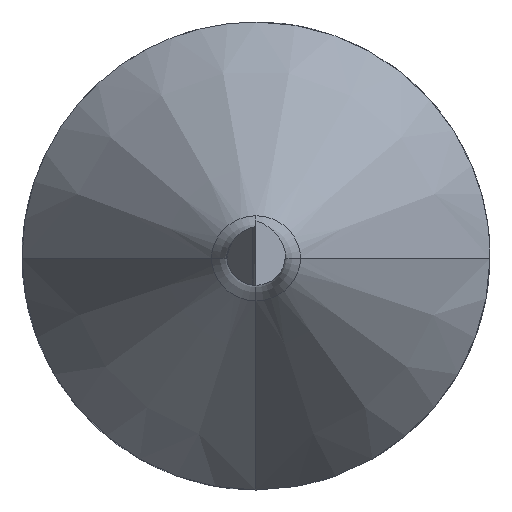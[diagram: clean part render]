
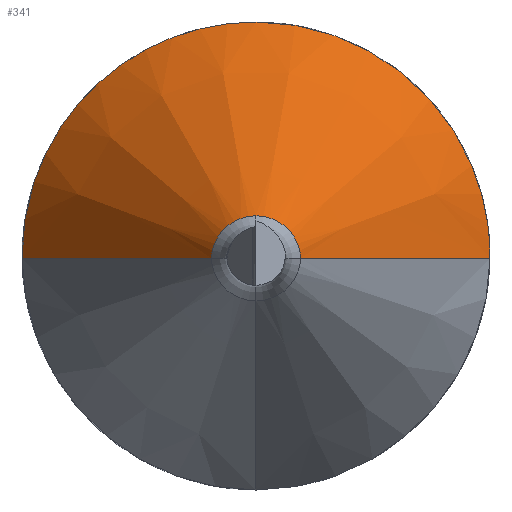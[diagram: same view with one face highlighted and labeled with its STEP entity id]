
A CAD part, left-side view. The second image highlights one B-rep face of the part: STEP entity #341.
In plain terms, the highlighted conical face has half-angle 30 degrees and reference radius 2.54 mm.
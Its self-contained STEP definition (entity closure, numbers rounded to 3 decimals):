
#4 = AXIS2_PLACEMENT_3D ( 'NONE', #473, #402, #541 ) ;
#14 = CARTESIAN_POINT ( 'NONE',  ( -7.201, -2., -0.02 ) ) ;
#25 = CARTESIAN_POINT ( 'NONE',  ( -7.395, -1.888, -0.02 ) ) ;
#36 = CARTESIAN_POINT ( 'NONE',  ( -7.201, 2., -0.02 ) ) ;
#50 = B_SPLINE_CURVE_WITH_KNOTS ( 'NONE', 3,
 ( #36, #343, #758, #235, #629, #486, #688, #295, #555, #524, #147, #389, #722, #322 ),
 .UNSPECIFIED., .F., .F.,
 ( 4, 2, 2, 2, 2, 2, 4 ),
 ( 0.003, 0.003, 0.004, 0.005, 0.005, 0.005, 0.006 ),
 .UNSPECIFIED. ) ;
#74 = CONICAL_SURFACE ( 'NONE', #4, 2.54, 0.524 ) ;
#77 = EDGE_CURVE ( 'NONE', #641, #822, #620, .T. ) ;
#79 = CARTESIAN_POINT ( 'NONE',  ( -7.135, -0.649, 1.896 ) ) ;
#89 = DIRECTION ( 'NONE',  ( 0., 0., 1. ) ) ;
#91 = CARTESIAN_POINT ( 'NONE',  ( -10., 0.383, -0.02 ) ) ;
#92 = CARTESIAN_POINT ( 'NONE',  ( -10., -0.383, -0.02 ) ) ;
#126 = CARTESIAN_POINT ( 'NONE',  ( -9.51, 0.666, -0.02 ) ) ;
#142 = CARTESIAN_POINT ( 'NONE',  ( -7.141, -1.008, 1.732 ) ) ;
#147 = CARTESIAN_POINT ( 'NONE',  ( -7.134, 0.521, 1.935 ) ) ;
#151 = B_SPLINE_CURVE_WITH_KNOTS ( 'NONE', 3,
 ( #533, #463, #670, #273, #734, #332, #807, #399, #25, #469 ),
 .UNSPECIFIED., .F., .F.,
 ( 4, 3, 3, 4 ),
 ( 0., 0.001, 0.003, 0.003 ),
 .UNSPECIFIED. ) ;
#158 = EDGE_CURVE ( 'NONE', #253, #317, #592, .T. ) ;
#170 = DIRECTION ( 'NONE',  ( -1., 0., 0. ) ) ;
#177 = ORIENTED_EDGE ( 'NONE', *, *, #158, .F. ) ;
#179 = CARTESIAN_POINT ( 'NONE',  ( -7.201, 2., -0.02 ) ) ;
#184 = CARTESIAN_POINT ( 'NONE',  ( -9.837, 0.478, -0.02 ) ) ;
#203 = CARTESIAN_POINT ( 'NONE',  ( -7.149, -1.33, 1.5 ) ) ;
#214 = DIRECTION ( 'NONE',  ( -1., 0., 0. ) ) ;
#235 = CARTESIAN_POINT ( 'NONE',  ( -7.166, 1.755, 0.994 ) ) ;
#240 = FACE_OUTER_BOUND ( 'NONE', #244, .T. ) ;
#242 = CARTESIAN_POINT ( 'NONE',  ( -10., 0., 0.344 ) ) ;
#244 = EDGE_LOOP ( 'NONE', ( #608, #318, #529, #352, #177, #409 ) ) ;
#253 = VERTEX_POINT ( 'NONE', #385 ) ;
#267 = CARTESIAN_POINT ( 'NONE',  ( -7.166, -1.755, 0.994 ) ) ;
#273 = CARTESIAN_POINT ( 'NONE',  ( -9.557, -0.639, -0.02 ) ) ;
#295 = CARTESIAN_POINT ( 'NONE',  ( -7.141, 1.008, 1.732 ) ) ;
#317 = VERTEX_POINT ( 'NONE', #542 ) ;
#318 = ORIENTED_EDGE ( 'NONE', *, *, #418, .F. ) ;
#321 = CARTESIAN_POINT ( 'NONE',  ( -7.132, -0.264, 1.987 ) ) ;
#322 = CARTESIAN_POINT ( 'NONE',  ( -7.132, 0., 2. ) ) ;
#324 = CARTESIAN_POINT ( 'NONE',  ( -7.183, -1.941, 0.502 ) ) ;
#332 = CARTESIAN_POINT ( 'NONE',  ( -8.375, -1.322, -0.02 ) ) ;
#341 = ADVANCED_FACE ( 'NONE', ( #240 ), #74, .T. ) ;
#343 = CARTESIAN_POINT ( 'NONE',  ( -7.192, 2.003, 0.243 ) ) ;
#350 = DIRECTION ( 'NONE',  ( 0., 0., 1. ) ) ;
#352 = ORIENTED_EDGE ( 'NONE', *, *, #824, .T. ) ;
#385 = CARTESIAN_POINT ( 'NONE',  ( -7.132, 0., 2. ) ) ;
#388 = CARTESIAN_POINT ( 'NONE',  ( -7.132, 0., 2. ) ) ;
#389 = CARTESIAN_POINT ( 'NONE',  ( -7.132, 0.264, 1.987 ) ) ;
#391 = CARTESIAN_POINT ( 'NONE',  ( -7.196, -2.001, 0.111 ) ) ;
#393 = VERTEX_POINT ( 'NONE', #92 ) ;
#399 = CARTESIAN_POINT ( 'NONE',  ( -7.59, -1.775, -0.02 ) ) ;
#402 = DIRECTION ( 'NONE',  ( 1., 0., 0. ) ) ;
#405 = CARTESIAN_POINT ( 'NONE',  ( -10., 0., -0.04 ) ) ;
#409 = ORIENTED_EDGE ( 'NONE', *, *, #471, .F. ) ;
#418 = EDGE_CURVE ( 'NONE', #597, #822, #420, .T. ) ;
#420 = CIRCLE ( 'NONE', #810, 0.384 ) ;
#423 = AXIS2_PLACEMENT_3D ( 'NONE', #752, #170, #350 ) ;
#432 = CARTESIAN_POINT ( 'NONE',  ( -7.971, 1.555, -0.02 ) ) ;
#454 = CARTESIAN_POINT ( 'NONE',  ( -7.134, -0.521, 1.935 ) ) ;
#463 = CARTESIAN_POINT ( 'NONE',  ( -9.852, -0.469, -0.02 ) ) ;
#469 = CARTESIAN_POINT ( 'NONE',  ( -7.201, -2., -0.02 ) ) ;
#471 = EDGE_CURVE ( 'NONE', #641, #253, #50, .T. ) ;
#473 = CARTESIAN_POINT ( 'NONE',  ( -6.266, 0., -0.04 ) ) ;
#486 = CARTESIAN_POINT ( 'NONE',  ( -7.149, 1.33, 1.5 ) ) ;
#502 = CARTESIAN_POINT ( 'NONE',  ( -7.201, 2., -0.02 ) ) ;
#507 = EDGE_CURVE ( 'NONE', #393, #597, #623, .T. ) ;
#522 = CARTESIAN_POINT ( 'NONE',  ( -7.139, -0.892, 1.795 ) ) ;
#524 = CARTESIAN_POINT ( 'NONE',  ( -7.135, 0.649, 1.896 ) ) ;
#529 = ORIENTED_EDGE ( 'NONE', *, *, #507, .F. ) ;
#533 = CARTESIAN_POINT ( 'NONE',  ( -10., -0.383, -0.02 ) ) ;
#541 = DIRECTION ( 'NONE',  ( 0., 0., -1. ) ) ;
#542 = CARTESIAN_POINT ( 'NONE',  ( -7.201, -2., -0.02 ) ) ;
#555 = CARTESIAN_POINT ( 'NONE',  ( -7.139, 0.893, 1.795 ) ) ;
#575 = CARTESIAN_POINT ( 'NONE',  ( -9.673, 0.572, -0.02 ) ) ;
#592 = B_SPLINE_CURVE_WITH_KNOTS ( 'NONE', 3,
 ( #388, #775, #321, #454, #79, #522, #142, #595, #203, #660, #267, #723, #324, #795, #391, #14 ),
 .UNSPECIFIED., .F., .F.,
 ( 4, 2, 2, 2, 2, 2, 2, 4 ),
 ( 0.006, 0.006, 0.007, 0.007, 0.007, 0.008, 0.009, 0.009 ),
 .UNSPECIFIED. ) ;
#595 = CARTESIAN_POINT ( 'NONE',  ( -7.146, -1.226, 1.585 ) ) ;
#597 = VERTEX_POINT ( 'NONE', #242 ) ;
#608 = ORIENTED_EDGE ( 'NONE', *, *, #77, .T. ) ;
#620 = B_SPLINE_CURVE_WITH_KNOTS ( 'NONE', 3,
 ( #502, #432, #633, #126, #575, #184, #640 ),
 .UNSPECIFIED., .F., .F.,
 ( 4, 3, 4 ),
 ( 0., 0.003, 0.003 ),
 .UNSPECIFIED. ) ;
#623 = CIRCLE ( 'NONE', #423, 0.384 ) ;
#629 = CARTESIAN_POINT ( 'NONE',  ( -7.158, 1.607, 1.22 ) ) ;
#633 = CARTESIAN_POINT ( 'NONE',  ( -8.741, 1.111, -0.02 ) ) ;
#640 = CARTESIAN_POINT ( 'NONE',  ( -10., 0.383, -0.02 ) ) ;
#641 = VERTEX_POINT ( 'NONE', #179 ) ;
#660 = CARTESIAN_POINT ( 'NONE',  ( -7.158, -1.607, 1.22 ) ) ;
#670 = CARTESIAN_POINT ( 'NONE',  ( -9.705, -0.554, -0.02 ) ) ;
#688 = CARTESIAN_POINT ( 'NONE',  ( -7.146, 1.226, 1.585 ) ) ;
#722 = CARTESIAN_POINT ( 'NONE',  ( -7.132, 0.133, 2. ) ) ;
#723 = CARTESIAN_POINT ( 'NONE',  ( -7.179, -1.903, 0.63 ) ) ;
#734 = CARTESIAN_POINT ( 'NONE',  ( -8.966, -0.981, -0.02 ) ) ;
#752 = CARTESIAN_POINT ( 'NONE',  ( -10., 0., -0.04 ) ) ;
#758 = CARTESIAN_POINT ( 'NONE',  ( -7.183, 1.952, 0.508 ) ) ;
#775 = CARTESIAN_POINT ( 'NONE',  ( -7.132, -0.133, 2. ) ) ;
#795 = CARTESIAN_POINT ( 'NONE',  ( -7.192, -1.99, 0.242 ) ) ;
#807 = CARTESIAN_POINT ( 'NONE',  ( -7.784, -1.663, -0.02 ) ) ;
#810 = AXIS2_PLACEMENT_3D ( 'NONE', #405, #214, #89 ) ;
#822 = VERTEX_POINT ( 'NONE', #91 ) ;
#824 = EDGE_CURVE ( 'NONE', #393, #317, #151, .T. ) ;
